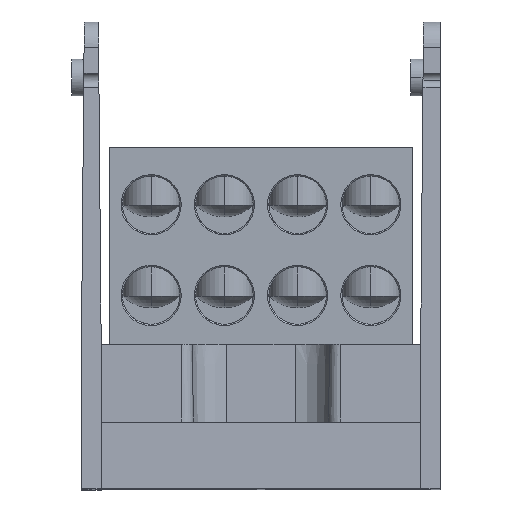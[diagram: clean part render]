
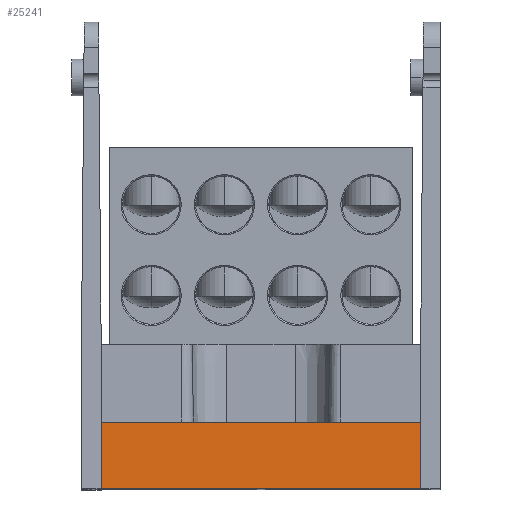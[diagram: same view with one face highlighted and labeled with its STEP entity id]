
A CAD part, top view. The second image highlights one B-rep face of the part: STEP entity #25241.
In plain terms, the highlighted planar face has unit normal (0, 0.035, 0.999).
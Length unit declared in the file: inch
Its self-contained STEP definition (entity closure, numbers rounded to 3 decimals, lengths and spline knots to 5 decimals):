
#606 = ORIENTED_EDGE ( 'NONE', *, *, #12622, .F. ) ;
#1952 = EDGE_CURVE ( 'NONE', #8823, #2402, #24714, .T. ) ;
#2402 = VERTEX_POINT ( 'NONE', #22712 ) ;
#2804 = DIRECTION ( 'NONE',  ( 0., 0.035, 0.999 ) ) ;
#2947 = DIRECTION ( 'NONE',  ( 1., 0., 0. ) ) ;
#3449 = LINE ( 'NONE', #14352, #21966 ) ;
#4097 = CARTESIAN_POINT ( 'NONE',  ( 1.215, 0., 2.75 ) ) ;
#4752 = CARTESIAN_POINT ( 'NONE',  ( -1.215, 0.5, 2.73254 ) ) ;
#7714 = EDGE_CURVE ( 'NONE', #2402, #10814, #17610, .T. ) ;
#8823 = VERTEX_POINT ( 'NONE', #4752 ) ;
#9948 = CARTESIAN_POINT ( 'NONE',  ( -1.215, 0.5, 2.73254 ) ) ;
#10814 = VERTEX_POINT ( 'NONE', #4097 ) ;
#11287 = ORIENTED_EDGE ( 'NONE', *, *, #7714, .T. ) ;
#11737 = DIRECTION ( 'NONE',  ( 1., 0., 0. ) ) ;
#12622 = EDGE_CURVE ( 'NONE', #24623, #10814, #3449, .T. ) ;
#12987 = VECTOR ( 'NONE', #2947, 39.37008 ) ;
#14352 = CARTESIAN_POINT ( 'NONE',  ( 1.215, 0., 2.75 ) ) ;
#14491 = DIRECTION ( 'NONE',  ( 0., -0.999, 0.035 ) ) ;
#14531 = CARTESIAN_POINT ( 'NONE',  ( 1.215, 0.5, 2.73254 ) ) ;
#14967 = VECTOR ( 'NONE', #14491, 39.37008 ) ;
#15006 = EDGE_CURVE ( 'NONE', #8823, #24623, #18502, .T. ) ;
#15786 = FACE_OUTER_BOUND ( 'NONE', #22272, .T. ) ;
#17610 = LINE ( 'NONE', #21464, #12987 ) ;
#18099 = DIRECTION ( 'NONE',  ( 0., -0.999, 0.035 ) ) ;
#18414 = VECTOR ( 'NONE', #11737, 39.37008 ) ;
#18502 = LINE ( 'NONE', #9948, #18414 ) ;
#19223 = ORIENTED_EDGE ( 'NONE', *, *, #1952, .T. ) ;
#20245 = AXIS2_PLACEMENT_3D ( 'NONE', #23939, #2804, #22009 ) ;
#21464 = CARTESIAN_POINT ( 'NONE',  ( -1.215, 0., 2.75 ) ) ;
#21966 = VECTOR ( 'NONE', #18099, 39.37008 ) ;
#22009 = DIRECTION ( 'NONE',  ( 0., -0.999, 0.035 ) ) ;
#22272 = EDGE_LOOP ( 'NONE', ( #606, #26100, #19223, #11287 ) ) ;
#22712 = CARTESIAN_POINT ( 'NONE',  ( -1.215, 0., 2.75 ) ) ;
#23939 = CARTESIAN_POINT ( 'NONE',  ( -1.215, 0., 2.75 ) ) ;
#24059 = PLANE ( 'NONE',  #20245 ) ;
#24623 = VERTEX_POINT ( 'NONE', #14531 ) ;
#24714 = LINE ( 'NONE', #24966, #14967 ) ;
#24966 = CARTESIAN_POINT ( 'NONE',  ( -1.215, 0., 2.75 ) ) ;
#25241 = ADVANCED_FACE ( 'NONE', ( #15786 ), #24059, .T. ) ;
#26100 = ORIENTED_EDGE ( 'NONE', *, *, #15006, .F. ) ;
